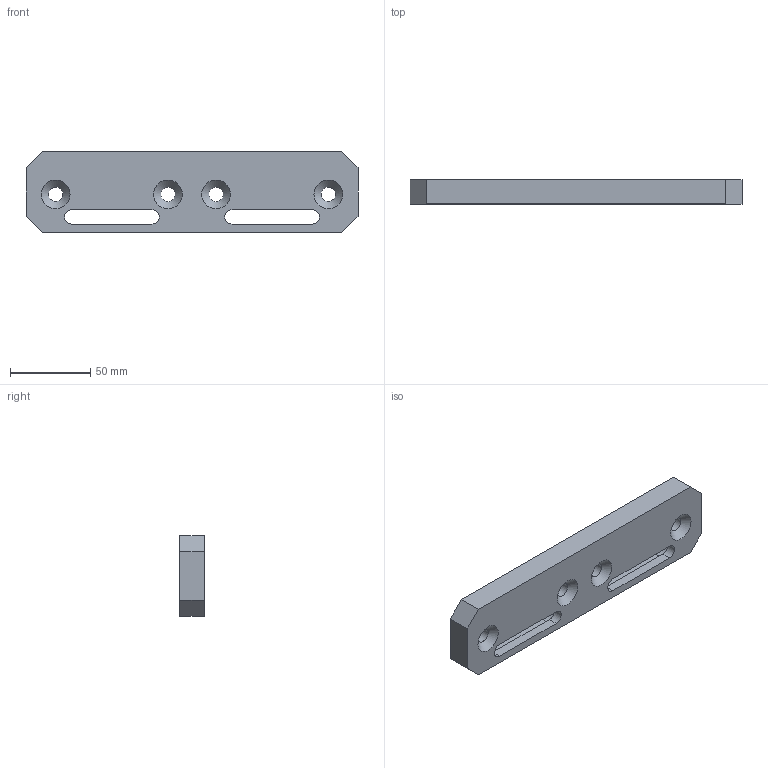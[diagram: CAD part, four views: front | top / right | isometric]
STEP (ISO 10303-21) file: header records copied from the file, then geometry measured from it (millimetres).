
FILE_DESCRIPTION((''),'2;1');
FILE_NAME('SV3200N.ipt.step','2007-09-10T15:15:11',(''),(''),'Autodesk Inventor 11','Autodesk Inventor 11','');
FILE_SCHEMA(('AUTOMOTIVE_DESIGN { 1 0 10303 214 1 1 1 1 }'));
Length unit declared in the file: millimetre
Products named in the file (1): SV3200N
Bounding box: 207 x 15 x 50 mm (x, y, z)
Volume: 124100.2 mm3; surface area: 30786.9 mm2
Topology: 1 solids, 1 shells, 36 faces, 96 edges, 64 vertices
Faces by surface type: plane 20, cylinder 8, bspline 8
Entity records: 1203 total; most frequent: CARTESIAN_POINT 317, DIRECTION 170, ORIENTED_EDGE 168, EDGE_CURVE 84, VERTEX_POINT 60, EDGE_LOOP 58, AXIS2_PLACEMENT_3D 57, VECTOR 56
